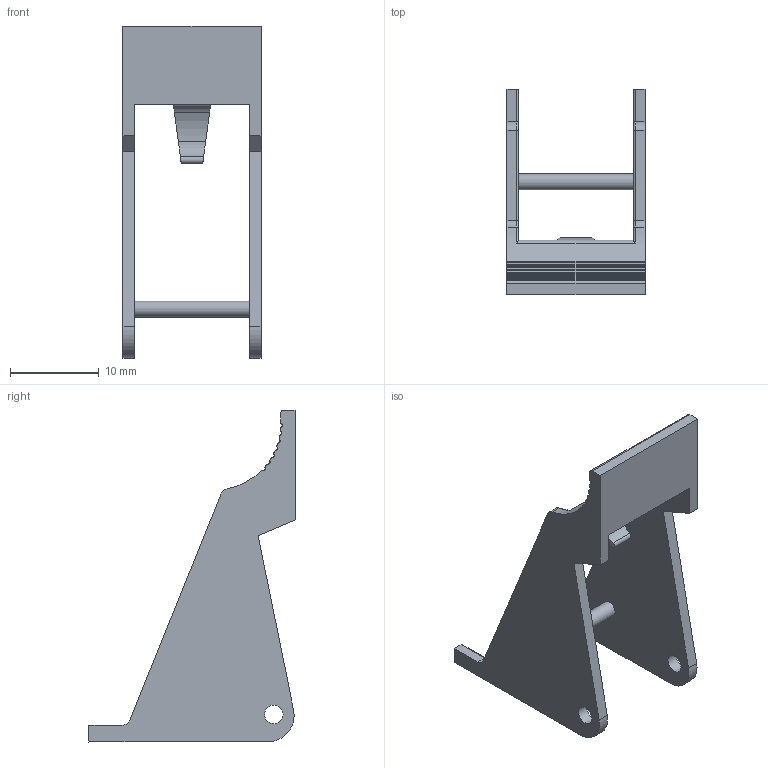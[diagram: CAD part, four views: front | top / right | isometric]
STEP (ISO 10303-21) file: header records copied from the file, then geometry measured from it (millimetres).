
FILE_DESCRIPTION(/* description */ (''),/* implementation_level */ '2;1');
FILE_NAME(/* name */ '3d_HR3X88.stp',/* time_stamp */ '2018-11-19T07:34:45+01:00',/* author */ ('Andrzej'),/* organization */ (''),/* preprocessor_version */ 'ST-DEVELOPER v16.13',/* originating_system */ 'AutoCAD Mechanical',/* authorisation */ '');
FILE_SCHEMA (('AUTOMOTIVE_DESIGN { 1 0 10303 214 3 1 1 }'));
Length unit declared in the file: millimetre
Products named in the file (1): Product
Bounding box: 15.6 x 23.32 x 37.52 mm (x, y, z)
Volume: 1357 mm3; surface area: 2254.9 mm2
Topology: 1 solids, 1 shells, 79 faces, 223 edges, 146 vertices
Faces by surface type: cylinder 48, plane 25, torus 6
Full cylindrical faces by diameter (mm): 1.8 x1, 2.1 x2
Entity records: 2619 total; most frequent: DIRECTION 486, CARTESIAN_POINT 460, ORIENTED_EDGE 436, EDGE_CURVE 218, AXIS2_PLACEMENT_3D 190, VERTEX_POINT 144, LINE 106, VECTOR 106
